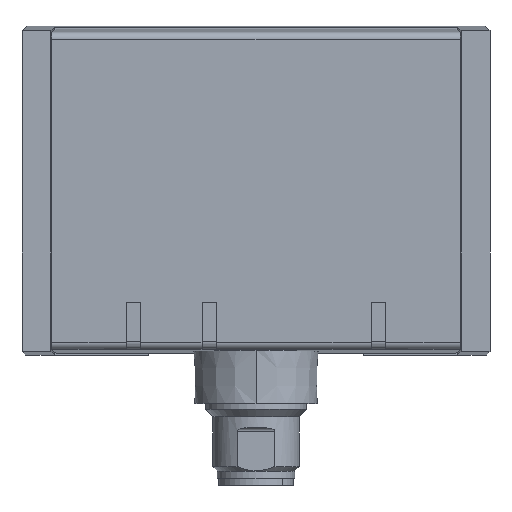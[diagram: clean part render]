
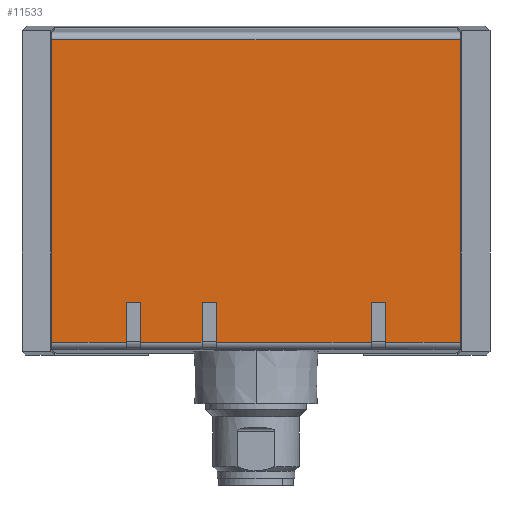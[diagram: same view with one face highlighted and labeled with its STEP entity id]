
A CAD part, top view. The second image highlights one B-rep face of the part: STEP entity #11533.
In plain terms, the highlighted planar face has unit normal (0, 0, 1).
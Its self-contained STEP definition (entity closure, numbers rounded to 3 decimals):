
#2872=DIRECTION('',(0.,1.,0.));
#2873=VECTOR('',#2872,42.057);
#2874=CARTESIAN_POINT('',(28.386,-21.029,25.));
#2875=LINE('',#2874,#2873);
#3217=DIRECTION('',(1.,0.,0.));
#3218=VECTOR('',#3217,21.5);
#3219=CARTESIAN_POINT('',(-5.5,-21.029,25.));
#3220=LINE('',#3219,#3218);
#3268=DIRECTION('',(1.,0.,0.));
#3269=VECTOR('',#3268,8.5);
#3270=CARTESIAN_POINT('',(-16.,-21.029,25.));
#3271=LINE('',#3270,#3269);
#3332=DIRECTION('',(1.,0.,0.));
#3333=VECTOR('',#3332,10.386);
#3334=CARTESIAN_POINT('',(-28.386,-21.029,
25.));
#3335=LINE('',#3334,#3333);
#3336=DIRECTION('',(0.,1.,0.));
#3337=VECTOR('',#3336,5.529);
#3338=CARTESIAN_POINT('',(16.,-21.029,25.));
#3339=LINE('',#3338,#3337);
#3340=DIRECTION('',(0.,1.,0.));
#3341=VECTOR('',#3340,5.529);
#3342=CARTESIAN_POINT('',(-5.5,-21.029,25.));
#3343=LINE('',#3342,#3341);
#3344=DIRECTION('',(1.,0.,0.));
#3345=VECTOR('',#3344,2.);
#3346=CARTESIAN_POINT('',(-7.5,-15.5,25.));
#3347=LINE('',#3346,#3345);
#3348=DIRECTION('',(0.,1.,0.));
#3349=VECTOR('',#3348,5.529);
#3350=CARTESIAN_POINT('',(-7.5,-21.029,25.));
#3351=LINE('',#3350,#3349);
#3352=DIRECTION('',(0.,1.,0.));
#3353=VECTOR('',#3352,5.529);
#3354=CARTESIAN_POINT('',(-16.,-21.029,25.));
#3355=LINE('',#3354,#3353);
#3356=DIRECTION('',(1.,0.,0.));
#3357=VECTOR('',#3356,2.);
#3358=CARTESIAN_POINT('',(-18.,-15.5,25.));
#3359=LINE('',#3358,#3357);
#3360=DIRECTION('',(0.,1.,0.));
#3361=VECTOR('',#3360,5.529);
#3362=CARTESIAN_POINT('',(-18.,-21.029,25.));
#3363=LINE('',#3362,#3361);
#3364=DIRECTION('',(0.,1.,0.));
#3365=VECTOR('',#3364,42.057);
#3366=CARTESIAN_POINT('',(-28.386,-21.029,
25.));
#3367=LINE('',#3366,#3365);
#3368=DIRECTION('',(0.,1.,0.));
#3369=VECTOR('',#3368,5.529);
#3370=CARTESIAN_POINT('',(18.,-21.029,25.));
#3371=LINE('',#3370,#3369);
#3372=DIRECTION('',(1.,0.,0.));
#3373=VECTOR('',#3372,2.);
#3374=CARTESIAN_POINT('',(16.,-15.5,25.));
#3375=LINE('',#3374,#3373);
#3408=CARTESIAN_POINT('',(-28.386,21.029,25.));
#3428=DIRECTION('',(-1.,0.,0.));
#3429=VECTOR('',#3428,56.773);
#3430=CARTESIAN_POINT('',(28.386,21.029,25.));
#3431=LINE('',#3430,#3429);
#3453=DIRECTION('',(1.,0.,0.));
#3454=VECTOR('',#3453,10.386);
#3455=CARTESIAN_POINT('',(18.,-21.029,25.));
#3456=LINE('',#3455,#3454);
#3457=CARTESIAN_POINT('',(28.386,-21.029,25.));
#5638=VERTEX_POINT('',#3408);
#5639=CARTESIAN_POINT('',(-28.386,-21.029,
25.));
#5640=VERTEX_POINT('',#5639);
#5722=VERTEX_POINT('',#3457);
#5723=CARTESIAN_POINT('',(28.386,21.029,25.));
#5724=VERTEX_POINT('',#5723);
#6615=CARTESIAN_POINT('',(-7.5,-21.029,25.));
#6616=VERTEX_POINT('',#6615);
#6617=CARTESIAN_POINT('',(-5.5,-21.029,25.));
#6618=VERTEX_POINT('',#6617);
#6619=CARTESIAN_POINT('',(-7.5,-15.5,25.));
#6620=VERTEX_POINT('',#6619);
#6621=CARTESIAN_POINT('',(-5.5,-15.5,25.));
#6622=VERTEX_POINT('',#6621);
#6655=CARTESIAN_POINT('',(-18.,-21.029,25.));
#6656=VERTEX_POINT('',#6655);
#6657=CARTESIAN_POINT('',(-16.,-21.029,25.));
#6658=VERTEX_POINT('',#6657);
#6659=CARTESIAN_POINT('',(-18.,-15.5,25.));
#6660=VERTEX_POINT('',#6659);
#6661=CARTESIAN_POINT('',(-16.,-15.5,25.));
#6662=VERTEX_POINT('',#6661);
#6687=CARTESIAN_POINT('',(16.,-21.029,25.));
#6688=VERTEX_POINT('',#6687);
#6689=CARTESIAN_POINT('',(18.,-21.029,25.));
#6690=VERTEX_POINT('',#6689);
#6691=CARTESIAN_POINT('',(16.,-15.5,25.));
#6692=VERTEX_POINT('',#6691);
#6693=CARTESIAN_POINT('',(18.,-15.5,25.));
#6694=VERTEX_POINT('',#6693);
#11504=CARTESIAN_POINT('',(0.,0.,25.));
#11505=DIRECTION('',(0.,0.,1.));
#11506=DIRECTION('',(1.,0.,0.));
#11507=AXIS2_PLACEMENT_3D('',#11504,#11505,#11506);
#11508=PLANE('',#11507);
#11509=ORIENTED_EDGE('',*,*,#11262,.F.);
#11510=ORIENTED_EDGE('',*,*,#11293,.F.);
#11511=ORIENTED_EDGE('',*,*,#11321,.T.);
#11513=ORIENTED_EDGE('',*,*,#11512,.F.);
#11514=ORIENTED_EDGE('',*,*,#11363,.F.);
#11515=ORIENTED_EDGE('',*,*,#11391,.F.);
#11516=ORIENTED_EDGE('',*,*,#11421,.T.);
#11518=ORIENTED_EDGE('',*,*,#11517,.F.);
#11519=ORIENTED_EDGE('',*,*,#11463,.F.);
#11520=ORIENTED_EDGE('',*,*,#11492,.F.);
#11521=ORIENTED_EDGE('',*,*,#10387,.T.);
#11523=ORIENTED_EDGE('',*,*,#11522,.F.);
#11524=ORIENTED_EDGE('',*,*,#10852,.F.);
#11526=ORIENTED_EDGE('',*,*,#11525,.F.);
#11528=ORIENTED_EDGE('',*,*,#11527,.T.);
#11530=ORIENTED_EDGE('',*,*,#11529,.F.);
#11531=EDGE_LOOP('',(#11509,#11510,#11511,#11513,#11514,#11515,#11516,#11518,
#11519,#11520,#11521,#11523,#11524,#11526,#11528,#11530));
#11532=FACE_OUTER_BOUND('',#11531,.F.);
#11533=ADVANCED_FACE('',(#11532),#11508,.T.);
#10387=EDGE_CURVE('',#5640,#5638,#3367,.T.);
#10852=EDGE_CURVE('',#5722,#5724,#2875,.T.);
#11262=EDGE_CURVE('',#6688,#6692,#3339,.T.);
#11293=EDGE_CURVE('',#6618,#6688,#3220,.T.);
#11321=EDGE_CURVE('',#6618,#6622,#3343,.T.);
#11363=EDGE_CURVE('',#6616,#6620,#3351,.T.);
#11391=EDGE_CURVE('',#6658,#6616,#3271,.T.);
#11421=EDGE_CURVE('',#6658,#6662,#3355,.T.);
#11463=EDGE_CURVE('',#6656,#6660,#3363,.T.);
#11492=EDGE_CURVE('',#5640,#6656,#3335,.T.);
#11512=EDGE_CURVE('',#6620,#6622,#3347,.T.);
#11517=EDGE_CURVE('',#6660,#6662,#3359,.T.);
#11522=EDGE_CURVE('',#5724,#5638,#3431,.T.);
#11525=EDGE_CURVE('',#6690,#5722,#3456,.T.);
#11527=EDGE_CURVE('',#6690,#6694,#3371,.T.);
#11529=EDGE_CURVE('',#6692,#6694,#3375,.T.);
